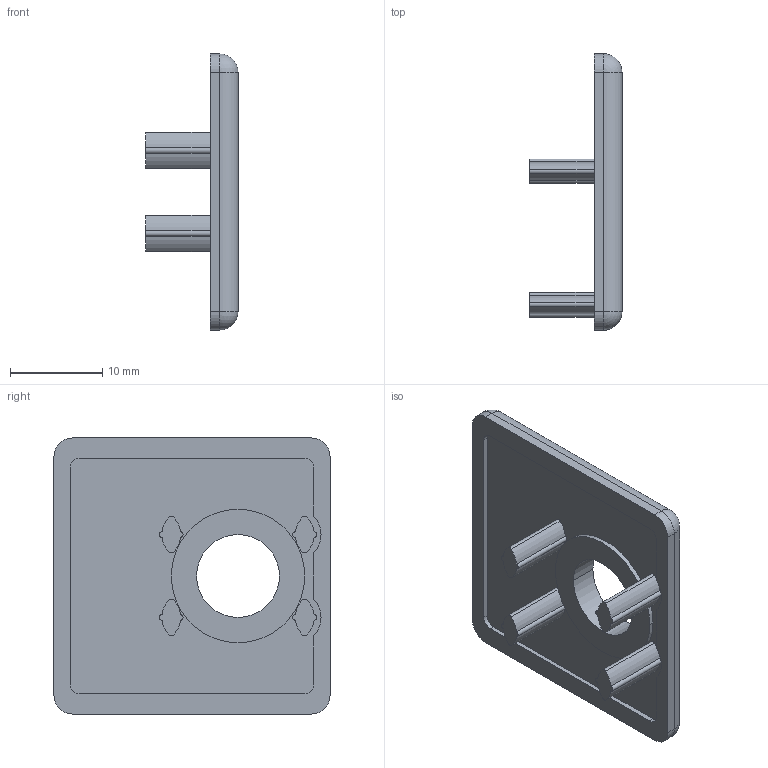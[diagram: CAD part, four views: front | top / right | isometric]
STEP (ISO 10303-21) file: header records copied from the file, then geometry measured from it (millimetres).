
FILE_DESCRIPTION (( 'STEP AP203' ), '1' );
FILE_NAME ('3_842_522_345_Bosch.step', '2024-06-10T09:43:37', ( '' ), ( '' ), 'SwSTEP 2.0', 'SolidWorks 2014', '' );
FILE_SCHEMA (( 'CONFIG_CONTROL_DESIGN' ));
Length unit declared in the file: millimetre
Products named in the file (1): 3_842_522_345_Bosch
Bounding box: 10 x 30 x 30 mm (x, y, z)
Volume: 2330.1 mm3; surface area: 2378.5 mm2
Topology: 1 solids, 1 shells, 78 faces, 202 edges, 128 vertices
Faces by surface type: cylinder 56, plane 18, sphere 4
Entity records: 2479 total; most frequent: DIRECTION 468, CARTESIAN_POINT 405, ORIENTED_EDGE 396, EDGE_CURVE 198, AXIS2_PLACEMENT_3D 191, VERTEX_POINT 128, CIRCLE 112, LINE 86
